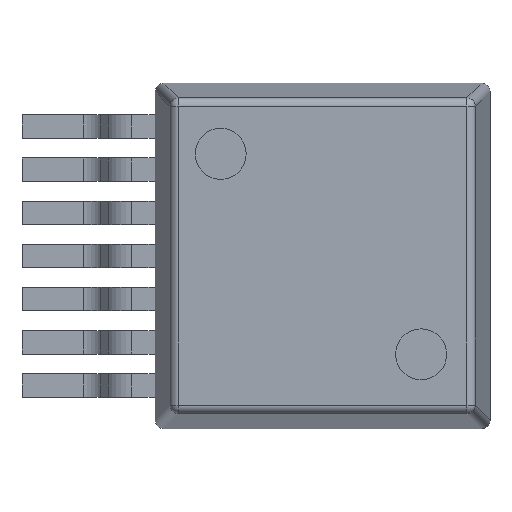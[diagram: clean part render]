
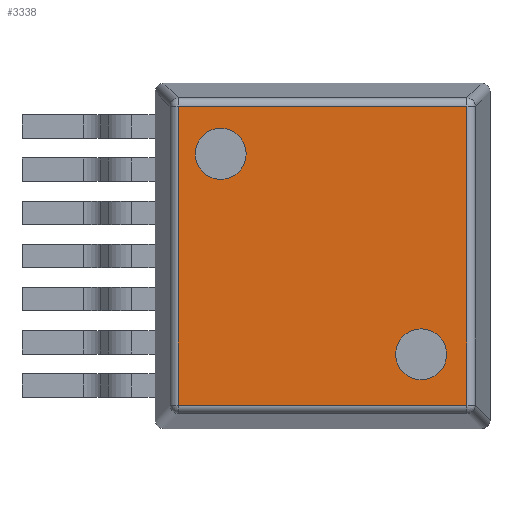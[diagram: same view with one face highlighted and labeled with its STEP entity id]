
A CAD part, top view. The second image highlights one B-rep face of the part: STEP entity #3338.
In plain terms, the highlighted face is planar.
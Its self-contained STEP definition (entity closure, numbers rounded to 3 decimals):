
#101=CIRCLE('',#3503,0.75);
#103=CIRCLE('',#3507,0.75);
#252=ORIENTED_EDGE('',*,*,#953,.F.);
#253=ORIENTED_EDGE('',*,*,#955,.F.);
#254=ORIENTED_EDGE('',*,*,#930,.T.);
#255=ORIENTED_EDGE('',*,*,#956,.T.);
#256=ORIENTED_EDGE('',*,*,#948,.T.);
#257=ORIENTED_EDGE('',*,*,#950,.F.);
#930=EDGE_CURVE('',#1283,#1286,#1507,.T.);
#948=EDGE_CURVE('',#1292,#1299,#1514,.T.);
#950=EDGE_CURVE('',#1283,#1299,#1515,.T.);
#953=EDGE_CURVE('',#1301,#1301,#101,.T.);
#955=EDGE_CURVE('',#1303,#1303,#103,.T.);
#956=EDGE_CURVE('',#1286,#1292,#1517,.T.);
#1283=VERTEX_POINT('',#4498);
#1286=VERTEX_POINT('',#4503);
#1292=VERTEX_POINT('',#4520);
#1299=VERTEX_POINT('',#4540);
#1301=VERTEX_POINT('',#4552);
#1303=VERTEX_POINT('',#4558);
#1507=LINE('',#4504,#1758);
#1514=LINE('',#4541,#1765);
#1515=LINE('',#4545,#1766);
#1517=LINE('',#4560,#1768);
#1758=VECTOR('',#3756,1000.);
#1765=VECTOR('',#3797,1000.);
#1766=VECTOR('',#3804,1000.);
#1768=VECTOR('',#3824,1000.);
#2017=EDGE_LOOP('',(#252));
#2018=EDGE_LOOP('',(#253));
#2019=EDGE_LOOP('',(#254,#255,#256,#257));
#2158=FACE_BOUND('',#2017,.T.);
#2159=FACE_BOUND('',#2018,.T.);
#2160=FACE_BOUND('',#2019,.T.);
#2284=PLANE('',#3508);
#3338=ADVANCED_FACE('',(#2158,#2159,#2160),#2284,.T.);
#3503=AXIS2_PLACEMENT_3D('',#4551,#3812,#3813);
#3507=AXIS2_PLACEMENT_3D('',#4557,#3820,#3821);
#3508=AXIS2_PLACEMENT_3D('',#4559,#3822,#3823);
#3756=DIRECTION('',(1.,0.,0.));
#3797=DIRECTION('',(-1.,0.,0.));
#3804=DIRECTION('',(0.,0.,-1.));
#3812=DIRECTION('',(0.,1.,0.));
#3813=DIRECTION('',(-1.,0.,0.));
#3820=DIRECTION('',(0.,1.,0.));
#3821=DIRECTION('',(-1.,0.,0.));
#3822=DIRECTION('',(0.,1.,0.));
#3823=DIRECTION('',(1.,0.,0.));
#3824=DIRECTION('',(0.,0.,-1.));
#4498=CARTESIAN_POINT('',(-4.396,4.17,4.241));
#4503=CARTESIAN_POINT('',(4.396,4.17,4.241));
#4504=CARTESIAN_POINT('',(-4.396,4.17,4.241));
#4520=CARTESIAN_POINT('',(4.396,4.17,-4.241));
#4540=CARTESIAN_POINT('',(-4.396,4.17,-4.241));
#4541=CARTESIAN_POINT('',(4.396,4.17,-4.241));
#4545=CARTESIAN_POINT('',(-4.396,4.17,4.241));
#4551=CARTESIAN_POINT('',(-3.,4.17,3.));
#4552=CARTESIAN_POINT('',(-3.75,4.17,3.));
#4557=CARTESIAN_POINT('',(2.9,4.17,-2.9));
#4558=CARTESIAN_POINT('',(2.15,4.17,-2.9));
#4559=CARTESIAN_POINT('',(4.617,4.17,-4.925));
#4560=CARTESIAN_POINT('',(4.396,4.17,4.241));
